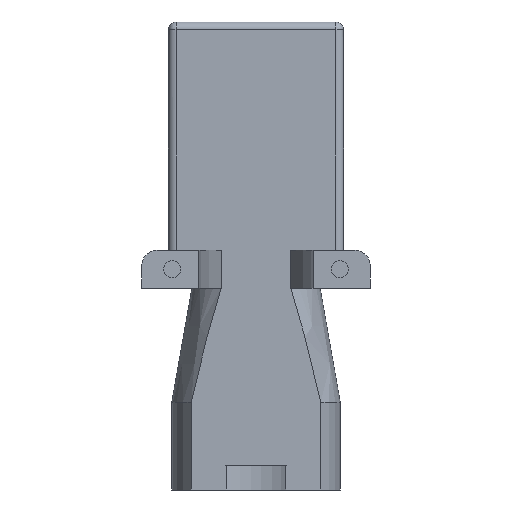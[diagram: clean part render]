
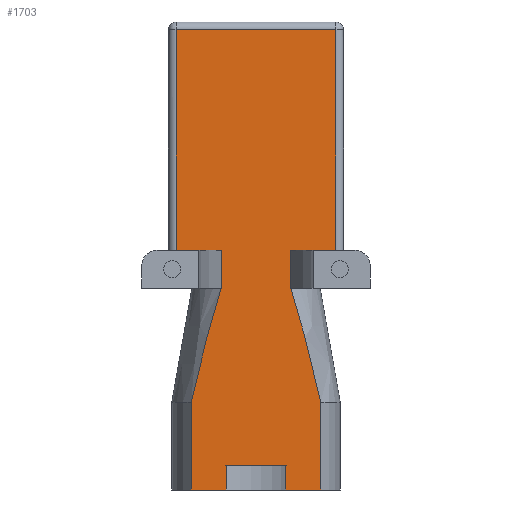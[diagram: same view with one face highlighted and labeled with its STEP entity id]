
A CAD part, front view. The second image highlights one B-rep face of the part: STEP entity #1703.
In plain terms, the highlighted planar face has unit normal (0, -1, 0).
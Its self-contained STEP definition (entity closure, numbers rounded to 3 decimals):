
#15=(
BOUNDED_CURVE()
B_SPLINE_CURVE(2,(#2812,#2813,#2814),.UNSPECIFIED.,.F.,.F.)
B_SPLINE_CURVE_WITH_KNOTS((3,3),(54.363,74.757),
 .UNSPECIFIED.)
CURVE()
GEOMETRIC_REPRESENTATION_ITEM()
RATIONAL_B_SPLINE_CURVE((6.003,6.632,7.027))
REPRESENTATION_ITEM('')
);
#16=(
BOUNDED_CURVE()
B_SPLINE_CURVE(2,(#2815,#2816,#2817),.UNSPECIFIED.,.F.,.F.)
B_SPLINE_CURVE_WITH_KNOTS((3,3),(144.126,164.52),
 .UNSPECIFIED.)
CURVE()
GEOMETRIC_REPRESENTATION_ITEM()
RATIONAL_B_SPLINE_CURVE((7.027,6.632,6.003))
REPRESENTATION_ITEM('')
);
#125=PLANE('',#1898);
#220=FACE_OUTER_BOUND('',#338,.T.);
#338=EDGE_LOOP('',(#1564,#1565,#1566,#1567,#1568,#1569,#1570,#1571,#1572,
#1573,#1574,#1575,#1576,#1577,#1578,#1579));
#375=LINE('',#2549,#522);
#378=LINE('',#2611,#525);
#380=LINE('',#2615,#527);
#416=LINE('',#2748,#563);
#417=LINE('',#2751,#564);
#429=LINE('',#2789,#576);
#430=LINE('',#2791,#577);
#478=LINE('',#2936,#625);
#479=LINE('',#2939,#626);
#480=LINE('',#2941,#627);
#481=LINE('',#2946,#628);
#482=LINE('',#2949,#629);
#484=LINE('',#2953,#631);
#485=LINE('',#2954,#632);
#522=VECTOR('',#2054,10.);
#525=VECTOR('',#2065,10.);
#527=VECTOR('',#2071,10.);
#563=VECTOR('',#2195,10.);
#564=VECTOR('',#2198,10.);
#576=VECTOR('',#2234,10.);
#577=VECTOR('',#2237,10.);
#625=VECTOR('',#2383,10.);
#626=VECTOR('',#2386,10.);
#627=VECTOR('',#2389,10.);
#628=VECTOR('',#2394,10.);
#629=VECTOR('',#2397,10.);
#631=VECTOR('',#2403,10.);
#632=VECTOR('',#2404,10.);
#754=VERTEX_POINT('',#2542);
#756=VERTEX_POINT('',#2547);
#759=VERTEX_POINT('',#2578);
#763=VERTEX_POINT('',#2610);
#804=VERTEX_POINT('',#2746);
#805=VERTEX_POINT('',#2750);
#811=VERTEX_POINT('',#2766);
#814=VERTEX_POINT('',#2775);
#820=VERTEX_POINT('',#2809);
#821=VERTEX_POINT('',#2810);
#859=VERTEX_POINT('',#2932);
#860=VERTEX_POINT('',#2933);
#861=VERTEX_POINT('',#2935);
#862=VERTEX_POINT('',#2937);
#864=VERTEX_POINT('',#2945);
#865=VERTEX_POINT('',#2947);
#931=EDGE_CURVE('',#756,#754,#375,.T.);
#940=EDGE_CURVE('',#759,#763,#378,.T.);
#943=EDGE_CURVE('',#754,#759,#380,.T.);
#1004=EDGE_CURVE('',#804,#756,#416,.T.);
#1005=EDGE_CURVE('',#763,#805,#417,.T.);
#1024=EDGE_CURVE('',#814,#805,#429,.T.);
#1025=EDGE_CURVE('',#811,#804,#430,.T.);
#1035=EDGE_CURVE('',#821,#811,#15,.T.);
#1036=EDGE_CURVE('',#820,#814,#16,.F.);
#1093=EDGE_CURVE('',#861,#859,#478,.T.);
#1095=EDGE_CURVE('',#860,#862,#479,.T.);
#1096=EDGE_CURVE('',#862,#861,#480,.T.);
#1098=EDGE_CURVE('',#864,#860,#481,.T.);
#1100=EDGE_CURVE('',#859,#865,#482,.T.);
#1102=EDGE_CURVE('',#864,#821,#484,.T.);
#1103=EDGE_CURVE('',#865,#820,#485,.T.);
#1564=ORIENTED_EDGE('',*,*,#931,.F.);
#1565=ORIENTED_EDGE('',*,*,#1004,.F.);
#1566=ORIENTED_EDGE('',*,*,#1025,.F.);
#1567=ORIENTED_EDGE('',*,*,#1035,.F.);
#1568=ORIENTED_EDGE('',*,*,#1102,.F.);
#1569=ORIENTED_EDGE('',*,*,#1098,.T.);
#1570=ORIENTED_EDGE('',*,*,#1095,.T.);
#1571=ORIENTED_EDGE('',*,*,#1096,.T.);
#1572=ORIENTED_EDGE('',*,*,#1093,.T.);
#1573=ORIENTED_EDGE('',*,*,#1100,.T.);
#1574=ORIENTED_EDGE('',*,*,#1103,.T.);
#1575=ORIENTED_EDGE('',*,*,#1036,.T.);
#1576=ORIENTED_EDGE('',*,*,#1024,.T.);
#1577=ORIENTED_EDGE('',*,*,#1005,.F.);
#1578=ORIENTED_EDGE('',*,*,#940,.F.);
#1579=ORIENTED_EDGE('',*,*,#943,.F.);
#1703=ADVANCED_FACE('',(#220),#125,.T.);
#1898=AXIS2_PLACEMENT_3D('',#2955,#2405,#2406);
#2054=DIRECTION('',(0.,0.,1.));
#2065=DIRECTION('',(0.,0.,-1.));
#2071=DIRECTION('',(1.,0.,0.));
#2195=DIRECTION('',(-1.,0.,0.));
#2198=DIRECTION('',(-1.,0.,0.));
#2234=DIRECTION('',(0.,0.,1.));
#2237=DIRECTION('',(0.,0.,1.));
#2383=DIRECTION('',(0.,0.,-1.));
#2386=DIRECTION('',(0.,0.,1.));
#2389=DIRECTION('',(1.,0.,0.));
#2394=DIRECTION('',(1.,0.,0.));
#2397=DIRECTION('',(1.,0.,0.));
#2403=DIRECTION('',(0.,0.,1.));
#2404=DIRECTION('',(0.,0.,1.));
#2405=DIRECTION('center_axis',(0.,-1.,0.));
#2406=DIRECTION('ref_axis',(1.,0.,0.));
#2542=CARTESIAN_POINT('',(-21.,-14.15,121.));
#2547=CARTESIAN_POINT('',(-21.,-14.15,63.));
#2549=CARTESIAN_POINT('',(-21.,-14.15,26.5));
#2578=CARTESIAN_POINT('',(21.,-14.15,121.));
#2610=CARTESIAN_POINT('',(21.,-14.15,63.));
#2611=CARTESIAN_POINT('',(21.,-14.15,26.5));
#2615=CARTESIAN_POINT('',(-8.521,-14.15,121.));
#2746=CARTESIAN_POINT('',(-9.168,-14.15,63.));
#2748=CARTESIAN_POINT('',(-23.,-14.15,63.));
#2750=CARTESIAN_POINT('',(9.168,-14.15,63.));
#2751=CARTESIAN_POINT('',(-23.,-14.15,63.));
#2766=CARTESIAN_POINT('',(-9.168,-14.15,53.));
#2775=CARTESIAN_POINT('',(9.168,-14.15,53.));
#2789=CARTESIAN_POINT('',(9.168,-14.15,53.));
#2791=CARTESIAN_POINT('',(-9.168,-14.15,53.));
#2809=CARTESIAN_POINT('',(17.041,-14.15,23.));
#2810=CARTESIAN_POINT('',(-17.041,-14.15,23.));
#2812=CARTESIAN_POINT('Ctrl Pts',(-17.041,-14.15,23.));
#2813=CARTESIAN_POINT('Ctrl Pts',(-12.57,-14.15,42.506));
#2814=CARTESIAN_POINT('Ctrl Pts',(-9.168,-14.15,53.));
#2815=CARTESIAN_POINT('Ctrl Pts',(9.168,-14.15,53.));
#2816=CARTESIAN_POINT('Ctrl Pts',(12.57,-14.15,42.506));
#2817=CARTESIAN_POINT('Ctrl Pts',(17.041,-14.15,23.));
#2932=CARTESIAN_POINT('',(7.785,-14.15,0.));
#2933=CARTESIAN_POINT('',(-7.785,-14.15,0.));
#2935=CARTESIAN_POINT('',(7.785,-14.15,6.5));
#2936=CARTESIAN_POINT('',(7.785,-14.15,0.));
#2937=CARTESIAN_POINT('',(-7.785,-14.15,6.5));
#2939=CARTESIAN_POINT('',(-7.785,-14.15,0.));
#2941=CARTESIAN_POINT('',(-8.521,-14.15,6.5));
#2945=CARTESIAN_POINT('',(-17.041,-14.15,0.));
#2946=CARTESIAN_POINT('',(-17.041,-14.15,0.));
#2947=CARTESIAN_POINT('',(17.041,-14.15,0.));
#2949=CARTESIAN_POINT('',(-17.041,-14.15,0.));
#2953=CARTESIAN_POINT('',(-17.041,-14.15,0.));
#2954=CARTESIAN_POINT('',(17.041,-14.15,0.));
#2955=CARTESIAN_POINT('Origin',(-17.041,-14.15,0.));
